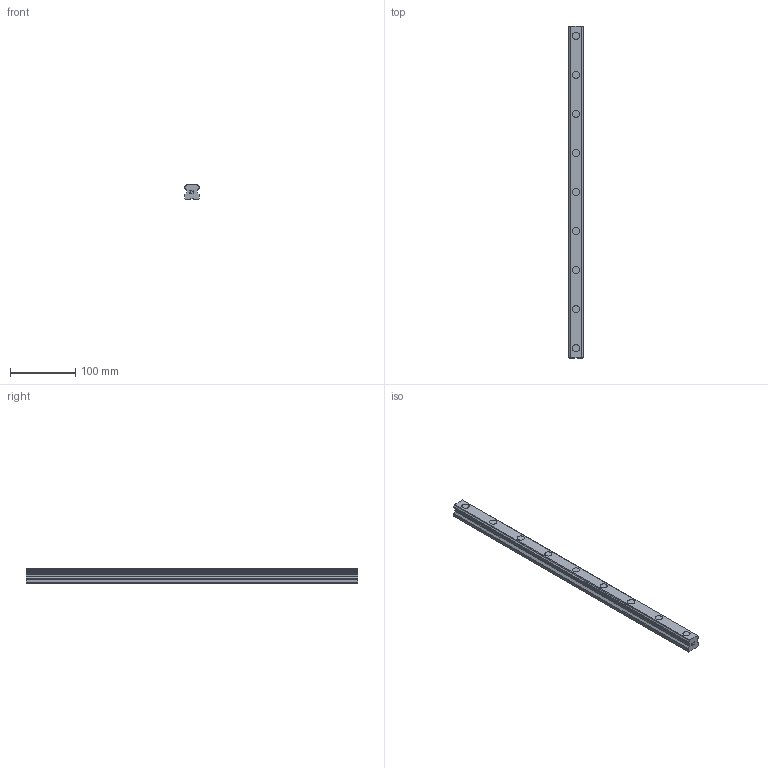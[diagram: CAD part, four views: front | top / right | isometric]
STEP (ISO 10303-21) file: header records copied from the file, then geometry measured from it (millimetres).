
FILE_DESCRIPTION(('STEP AP214'),'1');
FILE_NAME('cctmp_ADA2B52E-EBBA-46F3-96BE-EA908BB6C586_2020_5_28_15_25_3_657..stp','2020-05-28T13:25:03',('HIWIN GmbH'),('CADClick - www.CADClick.com'),'Spatial InterOp 3D',' ','unknown authorization');
FILE_SCHEMA(('AUTOMOTIVE_DESIGN'));
Length unit declared in the file: millimetre
Products named in the file (1): HGR25R510H_FILE
Bounding box: 23 x 510 x 22 mm (x, y, z)
Volume: 211396.7 mm3; surface area: 53449 mm2
Topology: 1 solids, 1 shells, 219 faces, 585 edges, 390 vertices
Faces by surface type: plane 143, cylinder 76
Entity records: 8679 total; most frequent: DIRECTION 1249, CARTESIAN_POINT 1195, ORIENTED_EDGE 1170, EDGE_CURVE 585, AXIS2_PLACEMENT_3D 444, VERTEX_POINT 390, LINE 361, VECTOR 361
